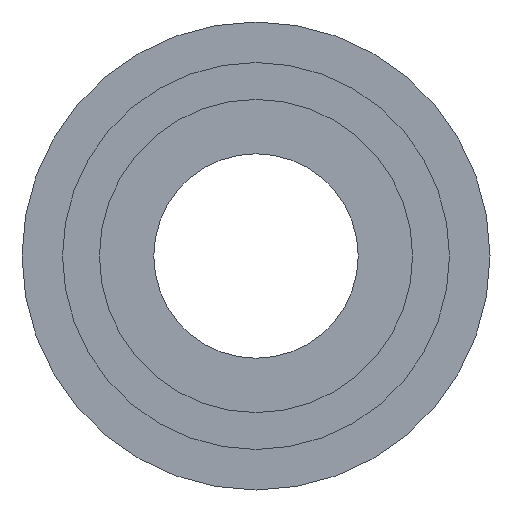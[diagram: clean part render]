
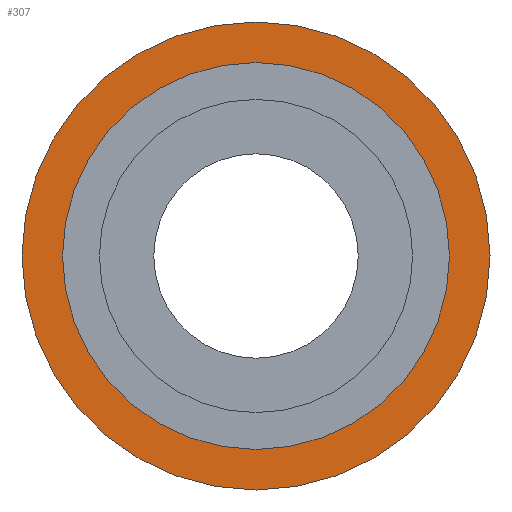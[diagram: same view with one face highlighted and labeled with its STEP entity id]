
A CAD part, front view. The second image highlights one B-rep face of the part: STEP entity #307.
In plain terms, the highlighted planar face has unit normal (0, -1, 0).
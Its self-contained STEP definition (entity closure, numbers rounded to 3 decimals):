
#40 = VERTEX_POINT ( 'NONE', #187 ) ;
#63 = DIRECTION ( 'NONE',  ( 0., 0., 1. ) ) ;
#66 = CIRCLE ( 'NONE', #204, 25.4 ) ;
#69 = EDGE_CURVE ( 'NONE', #294, #386, #66, .T. ) ;
#84 = FACE_BOUND ( 'NONE', #120, .T. ) ;
#120 = EDGE_LOOP ( 'NONE', ( #378, #166 ) ) ;
#130 = CARTESIAN_POINT ( 'NONE',  ( 20.5, 5., 0. ) ) ;
#136 = DIRECTION ( 'NONE',  ( 0., 1., 0. ) ) ;
#143 = PLANE ( 'NONE',  #616 ) ;
#166 = ORIENTED_EDGE ( 'NONE', *, *, #468, .T. ) ;
#171 = CARTESIAN_POINT ( 'NONE',  ( 0., 5., 25.4 ) ) ;
#187 = CARTESIAN_POINT ( 'NONE',  ( 0., 5., -20.5 ) ) ;
#204 = AXIS2_PLACEMENT_3D ( 'NONE', #344, #341, #318 ) ;
#210 = FACE_OUTER_BOUND ( 'NONE', #267, .T. ) ;
#211 = ORIENTED_EDGE ( 'NONE', *, *, #490, .F. ) ;
#242 = CIRCLE ( 'NONE', #531, 20.5 ) ;
#267 = EDGE_LOOP ( 'NONE', ( #211, #342 ) ) ;
#294 = VERTEX_POINT ( 'NONE', #489 ) ;
#307 = ADVANCED_FACE ( 'NONE', ( #210, #84 ), #143, .F. ) ;
#317 = CARTESIAN_POINT ( 'NONE',  ( 0., 5., 0. ) ) ;
#318 = DIRECTION ( 'NONE',  ( 0., 0., 1. ) ) ;
#322 = DIRECTION ( 'NONE',  ( 0., 0., 1. ) ) ;
#341 = DIRECTION ( 'NONE',  ( 0., 1., 0. ) ) ;
#342 = ORIENTED_EDGE ( 'NONE', *, *, #69, .F. ) ;
#344 = CARTESIAN_POINT ( 'NONE',  ( 0., 5., 0. ) ) ;
#368 = DIRECTION ( 'NONE',  ( 0., 0., 1. ) ) ;
#378 = ORIENTED_EDGE ( 'NONE', *, *, #594, .T. ) ;
#382 = CARTESIAN_POINT ( 'NONE',  ( 0., 5., 0. ) ) ;
#384 = DIRECTION ( 'NONE',  ( 0., 1., 0. ) ) ;
#386 = VERTEX_POINT ( 'NONE', #171 ) ;
#401 = VERTEX_POINT ( 'NONE', #475 ) ;
#408 = DIRECTION ( 'NONE',  ( 0., 1., 0. ) ) ;
#415 = DIRECTION ( 'NONE',  ( 0., 0., 1. ) ) ;
#455 = CARTESIAN_POINT ( 'NONE',  ( 0., 5., 0. ) ) ;
#468 = EDGE_CURVE ( 'NONE', #40, #401, #520, .T. ) ;
#475 = CARTESIAN_POINT ( 'NONE',  ( 0., 5., 20.5 ) ) ;
#489 = CARTESIAN_POINT ( 'NONE',  ( 0., 5., -25.4 ) ) ;
#490 = EDGE_CURVE ( 'NONE', #386, #294, #590, .T. ) ;
#520 = CIRCLE ( 'NONE', #550, 20.5 ) ;
#531 = AXIS2_PLACEMENT_3D ( 'NONE', #317, #408, #322 ) ;
#545 = AXIS2_PLACEMENT_3D ( 'NONE', #455, #548, #415 ) ;
#548 = DIRECTION ( 'NONE',  ( 0., 1., 0. ) ) ;
#550 = AXIS2_PLACEMENT_3D ( 'NONE', #382, #384, #368 ) ;
#590 = CIRCLE ( 'NONE', #545, 25.4 ) ;
#594 = EDGE_CURVE ( 'NONE', #401, #40, #242, .T. ) ;
#616 = AXIS2_PLACEMENT_3D ( 'NONE', #130, #136, #63 ) ;
